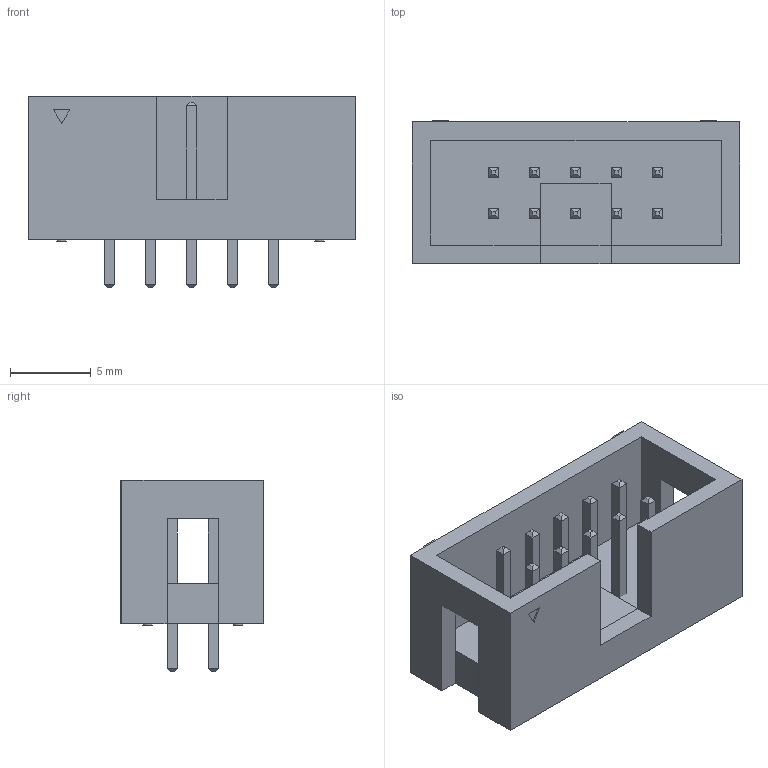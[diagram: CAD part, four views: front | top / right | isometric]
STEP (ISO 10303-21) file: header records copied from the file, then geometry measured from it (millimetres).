
FILE_DESCRIPTION(('FreeCAD Model'),'2;1');
FILE_NAME('ml_10_v.stp','2015-04-11T13:38:56',( 'FreeCAD'),('FreeCAD'),'Open CASCADE STEP processor 6.7','FreeCAD', 'Unknown');
FILE_SCHEMA(('AUTOMOTIVE_DESIGN_CC2 { 1 2 10303 214 -1 1 5 4 }'));
Length unit declared in the file: millimetre
Products named in the file (2): Array; LinearPattern001
Bounding box: 20.32 x 8.9 x 11.9 mm (x, y, z)
Volume: 809.7 mm3; surface area: 1427.2 mm2
Topology: 11 solids, 11 shells, 228 faces, 481 edges, 276 vertices
Faces by surface type: plane 224, cylinder 4
Full cylindrical faces by diameter (mm): 0.6 x4
Entity records: 12501 total; most frequent: CARTESIAN_POINT 2012, DIRECTION 1885, LINE 1411, VECTOR 1411, ORIENTED_EDGE 962, PCURVE 962, DEFINITIONAL_REPRESENTATION 962, EDGE_CURVE 481
